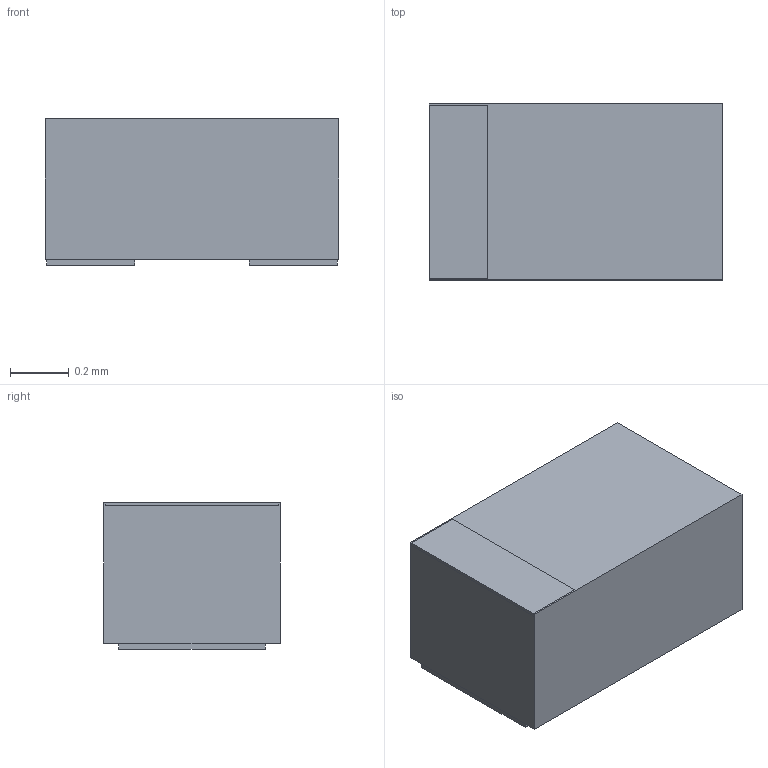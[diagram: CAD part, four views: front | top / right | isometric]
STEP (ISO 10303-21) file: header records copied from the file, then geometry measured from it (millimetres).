
FILE_DESCRIPTION (( 'STEP AP214' ), '1' );
FILE_NAME ('User Library-D_1006.STEP', '2018-01-03T11:45:30', ( '' ), ( '' ), 'SwSTEP 2.0', 'SolidWorks 2018', '' );
FILE_SCHEMA (( 'AUTOMOTIVE_DESIGN' ));
Length unit declared in the file: millimetre
Products named in the file (4): User Library-D_1006; User Library-D_1006_Cut; User Library-D_1006_Pad002; User Library-D_1006_Pad001
Assembly tree (3 placements, depth 2):
  User Library-D_1006
    User Library-D_1006_Pad002
    User Library-D_1006_Cut
    User Library-D_1006_Pad001
Bounding box: 1 x 0.6 x 0.5 mm (x, y, z)
Volume: 0.3 mm3; surface area: 3.7 mm2
Topology: 4 solids, 4 shells, 28 faces, 60 edges, 40 vertices
Faces by surface type: plane 28
Entity records: 1215 total; most frequent: CARTESIAN_POINT 134, DIRECTION 128, ORIENTED_EDGE 120, LINE 60, EDGE_CURVE 60, VECTOR 60, VERTEX_POINT 40, UNCERTAINTY_MEASURE_WITH_UNIT 39
